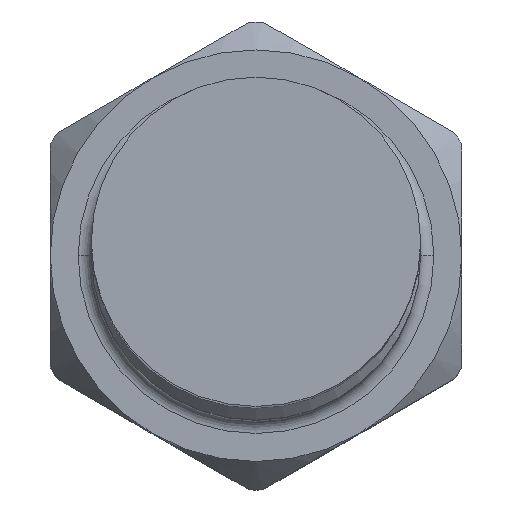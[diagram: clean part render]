
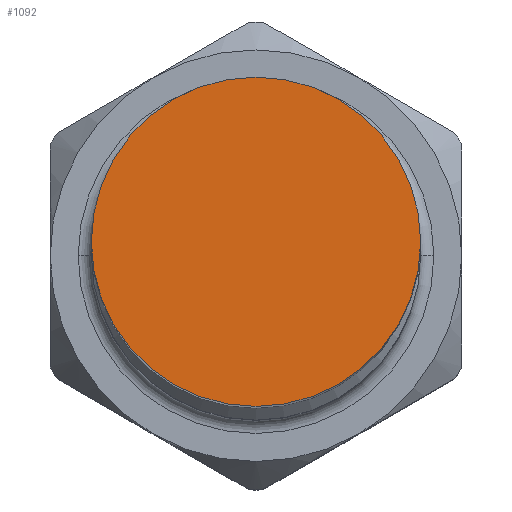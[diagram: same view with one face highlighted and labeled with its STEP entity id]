
A CAD part, top view. The second image highlights one B-rep face of the part: STEP entity #1092.
In plain terms, the highlighted face is planar.
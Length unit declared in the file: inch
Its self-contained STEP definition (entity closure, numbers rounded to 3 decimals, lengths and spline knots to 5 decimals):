
#738 = CARTESIAN_POINT ( 'NONE',  ( 0., 0., 0. ) ) ;
#866 = CARTESIAN_POINT ( 'NONE',  ( 0., 0.125, 0. ) ) ;
#1092 = ADVANCED_FACE ( 'NONE', ( #3146 ), #3590, .T. ) ;
#1139 = CIRCLE ( 'NONE', #3446, 0.125 ) ;
#1234 = DIRECTION ( 'NONE',  ( 0., 1., 0. ) ) ;
#1268 = EDGE_CURVE ( 'NONE', #2263, #3591, #5290, .T. ) ;
#1595 = DIRECTION ( 'NONE',  ( 0., -1., 0. ) ) ;
#2263 = VERTEX_POINT ( 'NONE', #866 ) ;
#2756 = CARTESIAN_POINT ( 'NONE',  ( 0., -0.125, 0. ) ) ;
#2807 = DIRECTION ( 'NONE',  ( -1., 0., 0. ) ) ;
#2931 = CARTESIAN_POINT ( 'NONE',  ( 0., 0., 0. ) ) ;
#2977 = DIRECTION ( 'NONE',  ( 1., 0., 0. ) ) ;
#3017 = AXIS2_PLACEMENT_3D ( 'NONE', #738, #2807, #1595 ) ;
#3053 = DIRECTION ( 'NONE',  ( 1., 0., 0. ) ) ;
#3146 = FACE_OUTER_BOUND ( 'NONE', #3916, .T. ) ;
#3255 = ORIENTED_EDGE ( 'NONE', *, *, #3262, .F. ) ;
#3262 = EDGE_CURVE ( 'NONE', #3591, #2263, #1139, .T. ) ;
#3446 = AXIS2_PLACEMENT_3D ( 'NONE', #2931, #2977, #4636 ) ;
#3590 = PLANE ( 'NONE',  #3017 ) ;
#3591 = VERTEX_POINT ( 'NONE', #2756 ) ;
#3716 = AXIS2_PLACEMENT_3D ( 'NONE', #5122, #3053, #1234 ) ;
#3916 = EDGE_LOOP ( 'NONE', ( #4376, #3255 ) ) ;
#4376 = ORIENTED_EDGE ( 'NONE', *, *, #1268, .F. ) ;
#4636 = DIRECTION ( 'NONE',  ( 0., 1., 0. ) ) ;
#5122 = CARTESIAN_POINT ( 'NONE',  ( 0., 0., 0. ) ) ;
#5290 = CIRCLE ( 'NONE', #3716, 0.125 ) ;
